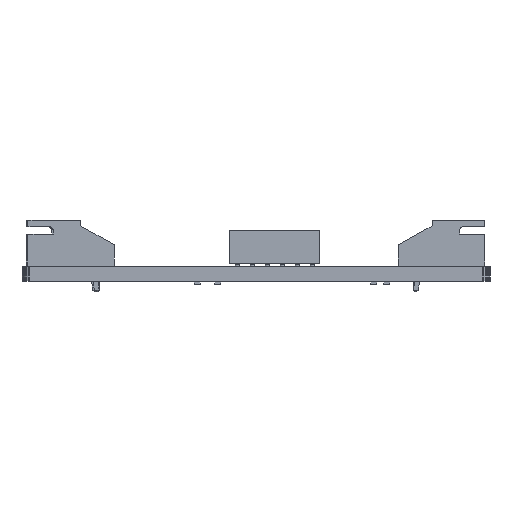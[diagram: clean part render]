
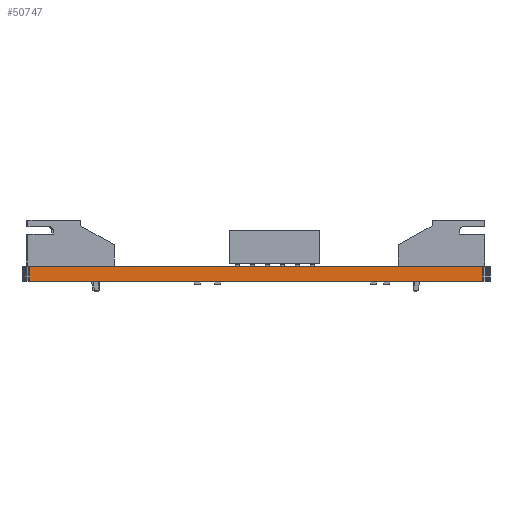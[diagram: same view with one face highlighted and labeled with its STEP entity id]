
A CAD part, left-side view. The second image highlights one B-rep face of the part: STEP entity #50747.
In plain terms, the highlighted planar face has unit normal (-1, -0.005, 0).
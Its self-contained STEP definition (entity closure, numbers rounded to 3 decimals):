
#42158 = PLANE('',#42159);
#42159 = AXIS2_PLACEMENT_3D('',#42160,#42161,#42162);
#42160 = CARTESIAN_POINT('',(156.592,-84.317,1.954));
#42161 = DIRECTION('',(-0.,-0.,-1.));
#42162 = DIRECTION('',(-1.,0.,0.));
#42212 = PLANE('',#42213);
#42213 = AXIS2_PLACEMENT_3D('',#42214,#42215,#42216);
#42214 = CARTESIAN_POINT('',(156.592,-84.317,0.));
#42215 = DIRECTION('',(-0.,-0.,-1.));
#42216 = DIRECTION('',(-1.,0.,0.));
#43973 = VERTEX_POINT('',#43974);
#43974 = CARTESIAN_POINT('',(117.55,-114.461,0.));
#43988 = PLANE('',#43989);
#43989 = AXIS2_PLACEMENT_3D('',#43990,#43991,#43992);
#43990 = CARTESIAN_POINT('',(117.561,-114.652,0.));
#43991 = DIRECTION('',(-0.998,-0.059,0.));
#43992 = DIRECTION('',(-0.059,0.998,0.));
#44000 = EDGE_CURVE('',#43973,#44001,#44003,.T.);
#44001 = VERTEX_POINT('',#44002);
#44002 = CARTESIAN_POINT('',(117.25,-54.25,0.));
#44003 = SURFACE_CURVE('',#44004,(#44008,#44015),.PCURVE_S1.);
#44004 = LINE('',#44005,#44006);
#44005 = CARTESIAN_POINT('',(117.55,-114.461,0.));
#44006 = VECTOR('',#44007,1.);
#44007 = DIRECTION('',(-0.005,1.,0.));
#44008 = PCURVE('',#42212,#44009);
#44009 = DEFINITIONAL_REPRESENTATION('',(#44010),#44014);
#44010 = LINE('',#44011,#44012);
#44011 = CARTESIAN_POINT('',(39.042,-30.144));
#44012 = VECTOR('',#44013,1.);
#44013 = DIRECTION('',(0.005,1.));
#44014 = ( GEOMETRIC_REPRESENTATION_CONTEXT(2) 
PARAMETRIC_REPRESENTATION_CONTEXT() REPRESENTATION_CONTEXT('2D SPACE',''
  ) );
#44015 = PCURVE('',#44016,#44021);
#44016 = PLANE('',#44017);
#44017 = AXIS2_PLACEMENT_3D('',#44018,#44019,#44020);
#44018 = CARTESIAN_POINT('',(117.55,-114.461,0.));
#44019 = DIRECTION('',(-1.,-0.005,0.));
#44020 = DIRECTION('',(-0.005,1.,0.));
#44021 = DEFINITIONAL_REPRESENTATION('',(#44022),#44026);
#44022 = LINE('',#44023,#44024);
#44023 = CARTESIAN_POINT('',(0.,0.));
#44024 = VECTOR('',#44025,1.);
#44025 = DIRECTION('',(1.,0.));
#44026 = ( GEOMETRIC_REPRESENTATION_CONTEXT(2) 
PARAMETRIC_REPRESENTATION_CONTEXT() REPRESENTATION_CONTEXT('2D SPACE',''
  ) );
#44044 = PLANE('',#44045);
#44045 = AXIS2_PLACEMENT_3D('',#44046,#44047,#44048);
#44046 = CARTESIAN_POINT('',(117.25,-54.25,0.));
#44047 = DIRECTION('',(-0.995,0.098,0.));
#44048 = DIRECTION('',(0.098,0.995,0.));
#47971 = VERTEX_POINT('',#47972);
#47972 = CARTESIAN_POINT('',(117.55,-114.461,1.954));
#47993 = EDGE_CURVE('',#47971,#47994,#47996,.T.);
#47994 = VERTEX_POINT('',#47995);
#47995 = CARTESIAN_POINT('',(117.25,-54.25,1.954));
#47996 = SURFACE_CURVE('',#47997,(#48001,#48008),.PCURVE_S1.);
#47997 = LINE('',#47998,#47999);
#47998 = CARTESIAN_POINT('',(117.55,-114.461,1.954));
#47999 = VECTOR('',#48000,1.);
#48000 = DIRECTION('',(-0.005,1.,0.));
#48001 = PCURVE('',#42158,#48002);
#48002 = DEFINITIONAL_REPRESENTATION('',(#48003),#48007);
#48003 = LINE('',#48004,#48005);
#48004 = CARTESIAN_POINT('',(39.042,-30.144));
#48005 = VECTOR('',#48006,1.);
#48006 = DIRECTION('',(0.005,1.));
#48007 = ( GEOMETRIC_REPRESENTATION_CONTEXT(2) 
PARAMETRIC_REPRESENTATION_CONTEXT() REPRESENTATION_CONTEXT('2D SPACE',''
  ) );
#48008 = PCURVE('',#44016,#48009);
#48009 = DEFINITIONAL_REPRESENTATION('',(#48010),#48014);
#48010 = LINE('',#48011,#48012);
#48011 = CARTESIAN_POINT('',(0.,-1.954));
#48012 = VECTOR('',#48013,1.);
#48013 = DIRECTION('',(1.,0.));
#48014 = ( GEOMETRIC_REPRESENTATION_CONTEXT(2) 
PARAMETRIC_REPRESENTATION_CONTEXT() REPRESENTATION_CONTEXT('2D SPACE',''
  ) );
#50697 = EDGE_CURVE('',#44001,#47994,#50698,.T.);
#50698 = SURFACE_CURVE('',#50699,(#50703,#50710),.PCURVE_S1.);
#50699 = LINE('',#50700,#50701);
#50700 = CARTESIAN_POINT('',(117.25,-54.25,0.));
#50701 = VECTOR('',#50702,1.);
#50702 = DIRECTION('',(0.,0.,1.));
#50703 = PCURVE('',#44044,#50704);
#50704 = DEFINITIONAL_REPRESENTATION('',(#50705),#50709);
#50705 = LINE('',#50706,#50707);
#50706 = CARTESIAN_POINT('',(0.,0.));
#50707 = VECTOR('',#50708,1.);
#50708 = DIRECTION('',(0.,-1.));
#50709 = ( GEOMETRIC_REPRESENTATION_CONTEXT(2) 
PARAMETRIC_REPRESENTATION_CONTEXT() REPRESENTATION_CONTEXT('2D SPACE',''
  ) );
#50710 = PCURVE('',#44016,#50711);
#50711 = DEFINITIONAL_REPRESENTATION('',(#50712),#50716);
#50712 = LINE('',#50713,#50714);
#50713 = CARTESIAN_POINT('',(60.212,0.));
#50714 = VECTOR('',#50715,1.);
#50715 = DIRECTION('',(0.,-1.));
#50716 = ( GEOMETRIC_REPRESENTATION_CONTEXT(2) 
PARAMETRIC_REPRESENTATION_CONTEXT() REPRESENTATION_CONTEXT('2D SPACE',''
  ) );
#50747 = ADVANCED_FACE('',(#50748),#44016,.T.);
#50748 = FACE_BOUND('',#50749,.T.);
#50749 = EDGE_LOOP('',(#50750,#50771,#50772,#50773));
#50750 = ORIENTED_EDGE('',*,*,#50751,.T.);
#50751 = EDGE_CURVE('',#43973,#47971,#50752,.T.);
#50752 = SURFACE_CURVE('',#50753,(#50757,#50764),.PCURVE_S1.);
#50753 = LINE('',#50754,#50755);
#50754 = CARTESIAN_POINT('',(117.55,-114.461,0.));
#50755 = VECTOR('',#50756,1.);
#50756 = DIRECTION('',(0.,0.,1.));
#50757 = PCURVE('',#44016,#50758);
#50758 = DEFINITIONAL_REPRESENTATION('',(#50759),#50763);
#50759 = LINE('',#50760,#50761);
#50760 = CARTESIAN_POINT('',(0.,0.));
#50761 = VECTOR('',#50762,1.);
#50762 = DIRECTION('',(0.,-1.));
#50763 = ( GEOMETRIC_REPRESENTATION_CONTEXT(2) 
PARAMETRIC_REPRESENTATION_CONTEXT() REPRESENTATION_CONTEXT('2D SPACE',''
  ) );
#50764 = PCURVE('',#43988,#50765);
#50765 = DEFINITIONAL_REPRESENTATION('',(#50766),#50770);
#50766 = LINE('',#50767,#50768);
#50767 = CARTESIAN_POINT('',(0.191,0.));
#50768 = VECTOR('',#50769,1.);
#50769 = DIRECTION('',(0.,-1.));
#50770 = ( GEOMETRIC_REPRESENTATION_CONTEXT(2) 
PARAMETRIC_REPRESENTATION_CONTEXT() REPRESENTATION_CONTEXT('2D SPACE',''
  ) );
#50771 = ORIENTED_EDGE('',*,*,#47993,.T.);
#50772 = ORIENTED_EDGE('',*,*,#50697,.F.);
#50773 = ORIENTED_EDGE('',*,*,#44000,.F.);
